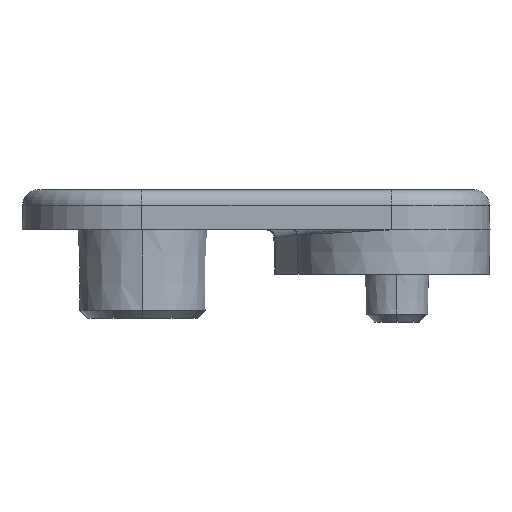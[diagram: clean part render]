
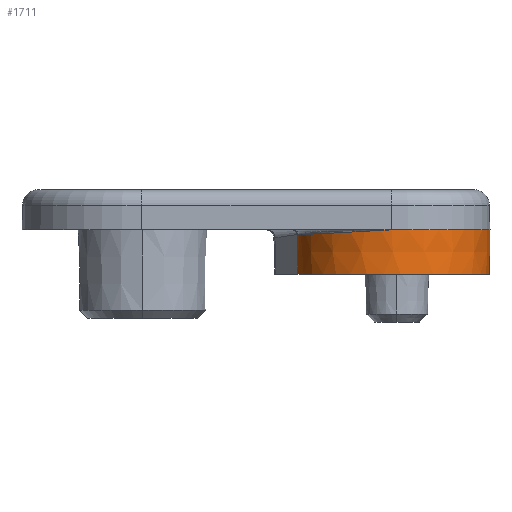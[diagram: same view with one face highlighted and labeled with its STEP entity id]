
A CAD part, left-side view. The second image highlights one B-rep face of the part: STEP entity #1711.
In plain terms, the highlighted conical face has half-angle 1 degrees and reference radius 6.1 mm.
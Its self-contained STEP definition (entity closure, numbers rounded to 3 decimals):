
#43 = CARTESIAN_POINT ( 'NONE',  ( -16.159, -14.798, 2.714 ) ) ;
#52 = B_SPLINE_CURVE_WITH_KNOTS ( 'NONE', 3,
 ( #582, #1493, #371, #364, #353, #311, #296, #280, #93, #83, #74, #65, #43 ),
 .UNSPECIFIED., .F., .F.,
 ( 4, 2, 2, 1, 2, 2, 4 ),
 ( 0., 0.25, 0.375, 0.437, 0.469, 0.5, 1. ),
 .UNSPECIFIED. ) ;
#65 = CARTESIAN_POINT ( 'NONE',  ( -16.162, -14.828, 2.715 ) ) ;
#74 = CARTESIAN_POINT ( 'NONE',  ( -16.177, -14.938, 2.722 ) ) ;
#83 = CARTESIAN_POINT ( 'NONE',  ( -16.189, -15.141, 2.735 ) ) ;
#93 = CARTESIAN_POINT ( 'NONE',  ( -16.19, -15.149, 2.735 ) ) ;
#142 = CARTESIAN_POINT ( 'NONE',  ( -16.159, -14.798, 2.714 ) ) ;
#180 = LINE ( 'NONE', #1467, #1533 ) ;
#251 = CARTESIAN_POINT ( 'NONE',  ( -14.775, -11.587, 2.54 ) ) ;
#264 = CARTESIAN_POINT ( 'NONE',  ( -11.649, -9.65, 0. ) ) ;
#280 = CARTESIAN_POINT ( 'NONE',  ( -16.191, -15.169, 2.737 ) ) ;
#296 = CARTESIAN_POINT ( 'NONE',  ( -16.192, -15.197, 2.738 ) ) ;
#311 = CARTESIAN_POINT ( 'NONE',  ( -16.194, -15.224, 2.74 ) ) ;
#315 = CIRCLE ( 'NONE', #1382, 6.1 ) ;
#350 = VERTEX_POINT ( 'NONE', #2564 ) ;
#353 = CARTESIAN_POINT ( 'NONE',  ( -16.196, -15.276, 2.743 ) ) ;
#364 = CARTESIAN_POINT ( 'NONE',  ( -16.197, -15.307, 2.745 ) ) ;
#371 = CARTESIAN_POINT ( 'NONE',  ( -16.199, -15.39, 2.749 ) ) ;
#538 = CARTESIAN_POINT ( 'NONE',  ( -16.2, -15.461, 2.75 ) ) ;
#582 = CARTESIAN_POINT ( 'NONE',  ( -16.2, -15.461, 2.75 ) ) ;
#740 = VERTEX_POINT ( 'NONE', #142 ) ;
#764 = ORIENTED_EDGE ( 'NONE', *, *, #1963, .T. ) ;
#899 = VERTEX_POINT ( 'NONE', #538 ) ;
#922 = EDGE_LOOP ( 'NONE', ( #1459, #1426, #3148, #1364, #764, #2531 ) ) ;
#1040 = DIRECTION ( 'NONE',  ( -0.002, 0.017, -1. ) ) ;
#1102 = CARTESIAN_POINT ( 'NONE',  ( -9.568, -21.577, 2.75 ) ) ;
#1211 = CARTESIAN_POINT ( 'NONE',  ( -14.718, -11.52, 2.536 ) ) ;
#1219 = CARTESIAN_POINT ( 'NONE',  ( -13.771, -10.596, 2.49 ) ) ;
#1236 = CARTESIAN_POINT ( 'NONE',  ( -15.853, -13.39, 2.637 ) ) ;
#1342 = EDGE_CURVE ( 'NONE', #350, #899, #315, .T. ) ;
#1364 = ORIENTED_EDGE ( 'NONE', *, *, #2444, .T. ) ;
#1382 = AXIS2_PLACEMENT_3D ( 'NONE', #2123, #2105, #2095 ) ;
#1390 = DIRECTION ( 'NONE',  ( 0., 0., 1. ) ) ;
#1425 = CARTESIAN_POINT ( 'NONE',  ( -14.271, -11.005, 2.51 ) ) ;
#1426 = ORIENTED_EDGE ( 'NONE', *, *, #2088, .T. ) ;
#1440 = DIRECTION ( 'NONE',  ( 0.004, -0.017, -1. ) ) ;
#1459 = ORIENTED_EDGE ( 'NONE', *, *, #1342, .T. ) ;
#1466 = CARTESIAN_POINT ( 'NONE',  ( -10.1, -15.5, 2.75 ) ) ;
#1467 = CARTESIAN_POINT ( 'NONE',  ( -11.661, -9.603, 2.75 ) ) ;
#1480 = CARTESIAN_POINT ( 'NONE',  ( -11.66, -9.608, 2.458 ) ) ;
#1487 = CARTESIAN_POINT ( 'NONE',  ( -15.087, -11.99, 2.561 ) ) ;
#1493 = CARTESIAN_POINT ( 'NONE',  ( -16.2, -15.432, 2.75 ) ) ;
#1533 = VECTOR ( 'NONE', #1440, 1000. ) ;
#1644 = DIRECTION ( 'NONE',  ( 1., 0., 0. ) ) ;
#1711 = ADVANCED_FACE ( 'NONE', ( #3456 ), #2789, .T. ) ;
#1712 = CARTESIAN_POINT ( 'NONE',  ( -14.898, -11.738, 2.548 ) ) ;
#1729 = EDGE_CURVE ( 'NONE', #350, #2626, #3252, .T. ) ;
#1773 = CARTESIAN_POINT ( 'NONE',  ( -12.73, -9.968, 2.464 ) ) ;
#1802 = CARTESIAN_POINT ( 'NONE',  ( -15.31, -12.322, 2.579 ) ) ;
#1875 = CARTESIAN_POINT ( 'NONE',  ( -14.742, -11.548, 2.538 ) ) ;
#1963 = EDGE_CURVE ( 'NONE', #3527, #2626, #3053, .T. ) ;
#2088 = EDGE_CURVE ( 'NONE', #899, #740, #52, .T. ) ;
#2095 = DIRECTION ( 'NONE',  ( 1., 0., 0. ) ) ;
#2105 = DIRECTION ( 'NONE',  ( 0., 0., -1. ) ) ;
#2123 = CARTESIAN_POINT ( 'NONE',  ( -10.1, -15.5, 2.75 ) ) ;
#2167 = AXIS2_PLACEMENT_3D ( 'NONE', #3436, #3418, #3393 ) ;
#2188 = CARTESIAN_POINT ( 'NONE',  ( -14.712, -11.513, 2.536 ) ) ;
#2422 = CARTESIAN_POINT ( 'NONE',  ( -12.189, -9.748, 2.458 ) ) ;
#2431 = VERTEX_POINT ( 'NONE', #1480 ) ;
#2444 = EDGE_CURVE ( 'NONE', #2431, #3527, #180, .T. ) ;
#2475 = CARTESIAN_POINT ( 'NONE',  ( -14.841, -11.666, 2.544 ) ) ;
#2531 = ORIENTED_EDGE ( 'NONE', *, *, #1729, .F. ) ;
#2564 = CARTESIAN_POINT ( 'NONE',  ( -9.568, -21.577, 2.75 ) ) ;
#2626 = VERTEX_POINT ( 'NONE', #3077 ) ;
#2653 = CARTESIAN_POINT ( 'NONE',  ( -14.725, -11.528, 2.537 ) ) ;
#2789 = CONICAL_SURFACE ( 'NONE', #2808, 6.1, 0.017 ) ;
#2808 = AXIS2_PLACEMENT_3D ( 'NONE', #1466, #1390, #1644 ) ;
#2834 = CARTESIAN_POINT ( 'NONE',  ( -15.455, -12.569, 2.592 ) ) ;
#3053 = CIRCLE ( 'NONE', #2167, 6.052 ) ;
#3075 = CARTESIAN_POINT ( 'NONE',  ( -16.159, -14.798, 2.714 ) ) ;
#3077 = CARTESIAN_POINT ( 'NONE',  ( -9.573, -21.529, 0. ) ) ;
#3085 = CARTESIAN_POINT ( 'NONE',  ( -15.011, -11.886, 2.555 ) ) ;
#3148 = ORIENTED_EDGE ( 'NONE', *, *, #3156, .T. ) ;
#3156 = EDGE_CURVE ( 'NONE', #740, #2431, #3433, .T. ) ;
#3167 = CARTESIAN_POINT ( 'NONE',  ( -16.071, -14.047, 2.672 ) ) ;
#3252 = LINE ( 'NONE', #1102, #3425 ) ;
#3272 = CARTESIAN_POINT ( 'NONE',  ( -14.713, -11.515, 2.536 ) ) ;
#3393 = DIRECTION ( 'NONE',  ( 1., 0., 0. ) ) ;
#3418 = DIRECTION ( 'NONE',  ( 0., 0., 1. ) ) ;
#3425 = VECTOR ( 'NONE', #1040, 1000. ) ;
#3433 = B_SPLINE_CURVE_WITH_KNOTS ( 'NONE', 3,
 ( #3075, #3167, #1236, #2834, #1802, #1487, #3085, #1712, #2475, #251, #1875, #2653, #1211, #3272, #2188, #1425, #1219, #1773, #2422, #3609 ),
 .UNSPECIFIED., .F., .F.,
 ( 4, 2, 2, 2, 1, 1, 1, 1, 2, 2, 2, 4 ),
 ( 0., 0.25, 0.375, 0.437, 0.469, 0.484, 0.492, 0.496, 0.498, 0.5, 0.75, 1. ),
 .UNSPECIFIED. ) ;
#3436 = CARTESIAN_POINT ( 'NONE',  ( -10.1, -15.5, 0. ) ) ;
#3456 = FACE_OUTER_BOUND ( 'NONE', #922, .T. ) ;
#3527 = VERTEX_POINT ( 'NONE', #264 ) ;
#3609 = CARTESIAN_POINT ( 'NONE',  ( -11.66, -9.608, 2.458 ) ) ;
